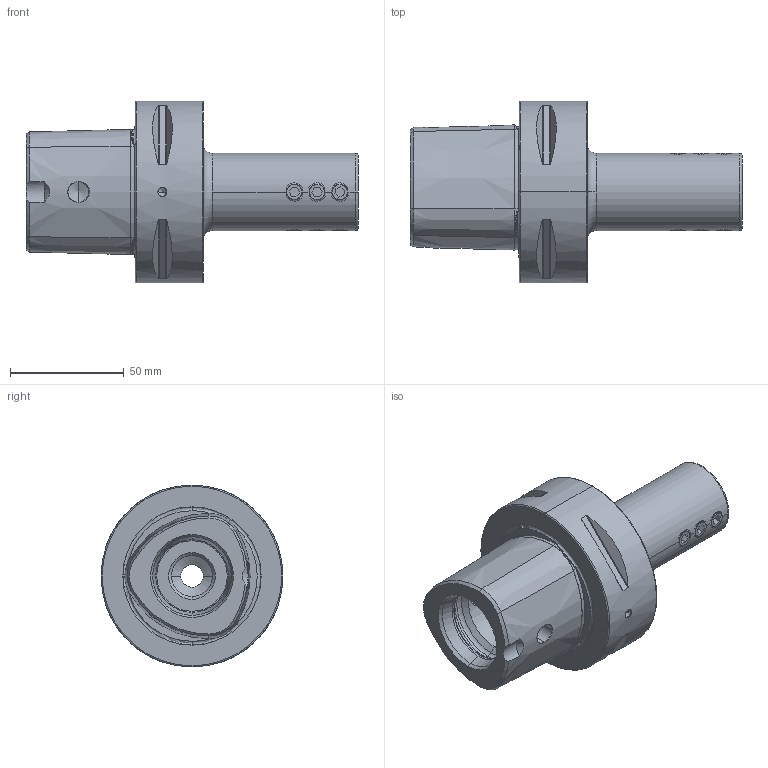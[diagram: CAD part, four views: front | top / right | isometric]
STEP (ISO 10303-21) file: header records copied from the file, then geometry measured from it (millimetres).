
FILE_DESCRIPTION (( 'STEP AP214' ), '1' );
FILE_NAME ('PS8.B10.K01.098.STEP', '2017-01-10T11:33:30', ( 'SWIAdmin' ), ( 'Hewlett-Packard Company' ), 'SwSTEP 2.0', 'SolidWorks 2015', '' );
FILE_SCHEMA (( 'AUTOMOTIVE_DESIGN' ));
Length unit declared in the file: millimetre
Products named in the file (3): PS8.B10.K01.098; PS8-B10.K01.098_A; ISO 4026 - M8 x 12_PreviewCfg
Assembly tree (10 placements, depth 2):
  PS8.B10.K01.098
    PS8-B10.K01.098_A
    ISO 4026 - M8 x 12_PreviewCfg  x9
Bounding box: 146 x 80 x 80 mm (x, y, z)
Volume: 268926.5 mm3; surface area: 47333.3 mm2
Topology: 10 solids, 10 shells, 287 faces, 691 edges, 424 vertices
Faces by surface type: plane 101, cone 79, cylinder 65, torus 42
Entity records: 7142 total; most frequent: CARTESIAN_POINT 2751, ORIENTED_EDGE 862, DIRECTION 842, EDGE_CURVE 431, AXIS2_PLACEMENT_3D 353, VERTEX_POINT 264, EDGE_LOOP 185, CIRCLE 173
